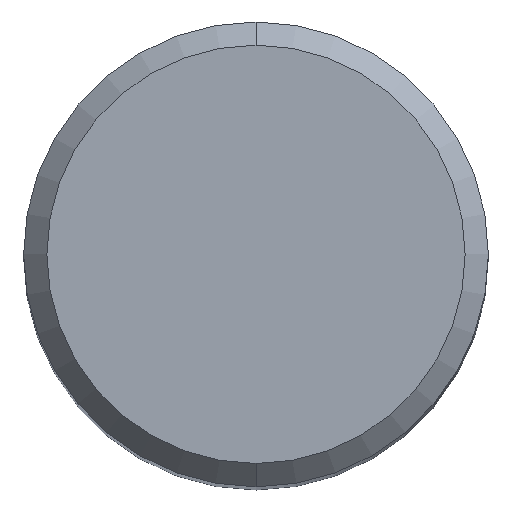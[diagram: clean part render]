
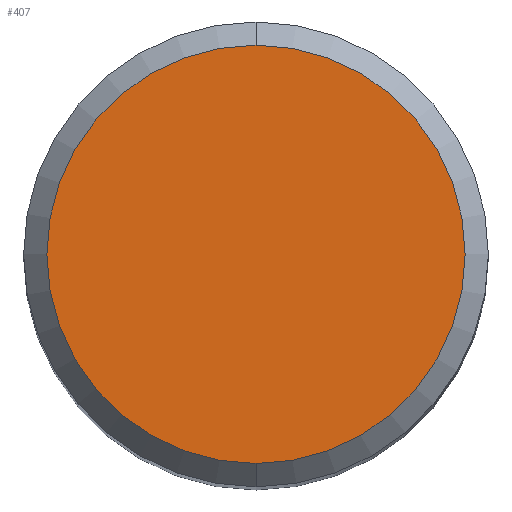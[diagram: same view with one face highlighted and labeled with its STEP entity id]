
A CAD part, top view. The second image highlights one B-rep face of the part: STEP entity #407.
In plain terms, the highlighted planar face has unit normal (0, 0, 1).
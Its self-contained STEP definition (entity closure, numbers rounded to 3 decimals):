
#231=EDGE_CURVE('',#327,#525,#595,.T.);
#327=VERTEX_POINT('',#700);
#407=ADVANCED_FACE('',(#786),#787,.T.);
#507=EDGE_CURVE('',#525,#327,#900,.T.);
#525=VERTEX_POINT('',#920);
#595=CIRCLE('',#1014,4.5);
#700=CARTESIAN_POINT('',(0.,-4.5,0.0));
#786=FACE_OUTER_BOUND('',#1376,.T.);
#787=PLANE('',#1377);
#900=CIRCLE('',#1613,4.5);
#920=CARTESIAN_POINT('',(0.0,4.5,0.0));
#1014=AXIS2_PLACEMENT_3D('',#1730,#1731,#1732);
#1376=EDGE_LOOP('',(#1917,#1918));
#1377=AXIS2_PLACEMENT_3D('',#1919,#1920,#1921);
#1613=AXIS2_PLACEMENT_3D('',#2076,#2077,#2078);
#1730=CARTESIAN_POINT('',(0.0,0.0,0.0));
#1731=DIRECTION('',(0.0,0.0,-1.0));
#1732=DIRECTION('',(0.0,1.0,0.0));
#1917=ORIENTED_EDGE('',*,*,#507,.F.);
#1918=ORIENTED_EDGE('',*,*,#231,.F.);
#1919=CARTESIAN_POINT('',(0.0,2.25,0.0));
#1920=DIRECTION('',(-0.0,0.0,1.0));
#1921=DIRECTION('',(0.0,-1.0,0.0));
#2076=CARTESIAN_POINT('',(0.0,0.0,0.0));
#2077=DIRECTION('',(0.0,0.0,-1.0));
#2078=DIRECTION('',(0.0,1.0,0.0));
